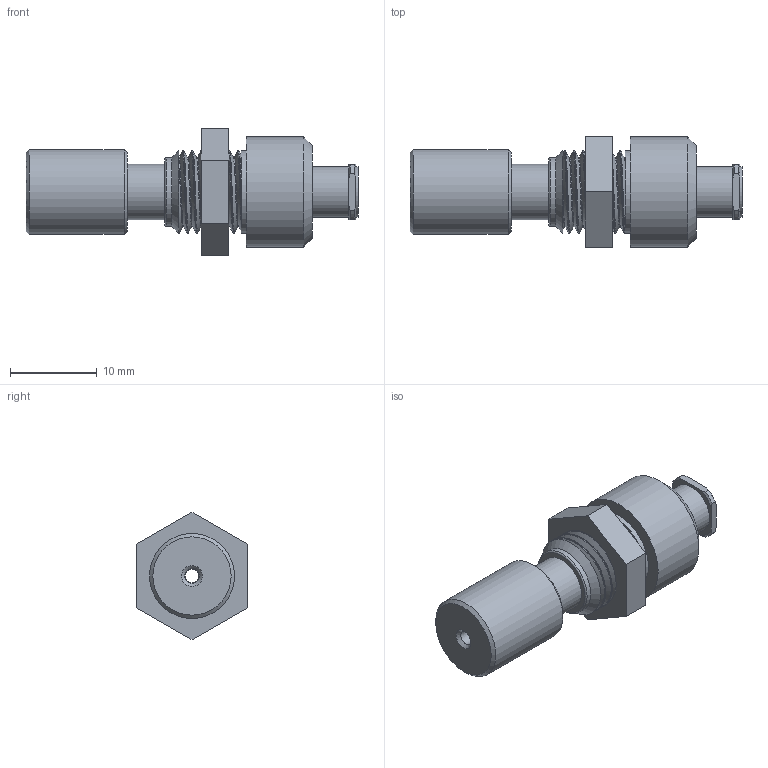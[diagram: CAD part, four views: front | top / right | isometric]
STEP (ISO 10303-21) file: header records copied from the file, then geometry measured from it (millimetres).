
FILE_DESCRIPTION((''),'2;1');
FILE_NAME('305250-CBUFLPK Female luer adapter bulkhead union1.stp','2013-08-19T15:26:48',('Franzp'),(''),'Autodesk Inventor 2013','Autodesk Inventor 2013','');
FILE_SCHEMA(('AUTOMOTIVE_DESIGN { 1 0 10303 214 1 1 1 1 }'));
Length unit declared in the file: millimetre
Products named in the file (5): 305250; 313136; 310105; 313107; 313115
Assembly tree (4 placements, depth 2):
  305250
    313136
    310105
    313107
    313115
Bounding box: 38.22 x 12.7 x 14.66 mm (x, y, z)
Volume: 2752.1 mm3; surface area: 3058.8 mm2
Topology: 5 solids, 5 shells, 101 faces, 206 edges, 131 vertices
Faces by surface type: plane 36, cylinder 27, cone 23, torus 9, bspline 6
Full cylindrical faces by diameter (mm): 1.524 x1, 1.625 x1, 1.65 x1, 3.3 x1, 3.556 x3, 3.68 x1, 3.937 x1, 5.08 x1, 5.2 x1, 5.359 x1, 5.766 x1, 5.791 x1, 6.35 x1, 7.925 x1, 7.956 x2, 8.382 x1, 9.525 x1, 9.78 x1, 12.7 x1
Entity records: 5350 total; most frequent: CARTESIAN_POINT 3263, DIRECTION 416, ORIENTED_EDGE 312, AXIS2_PLACEMENT_3D 191, EDGE_LOOP 173, EDGE_CURVE 156, VERTEX_POINT 127, FACE_OUTER_BOUND 101
